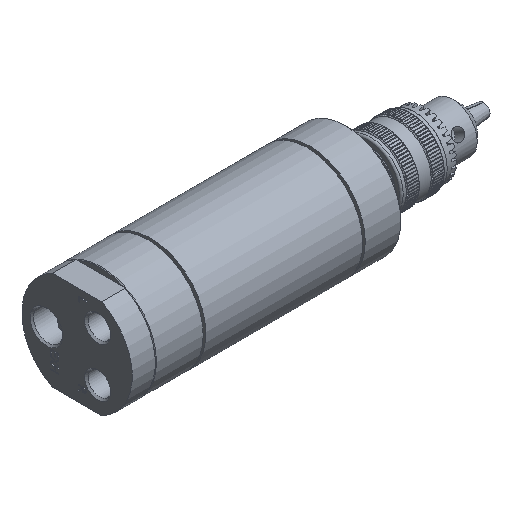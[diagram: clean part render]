
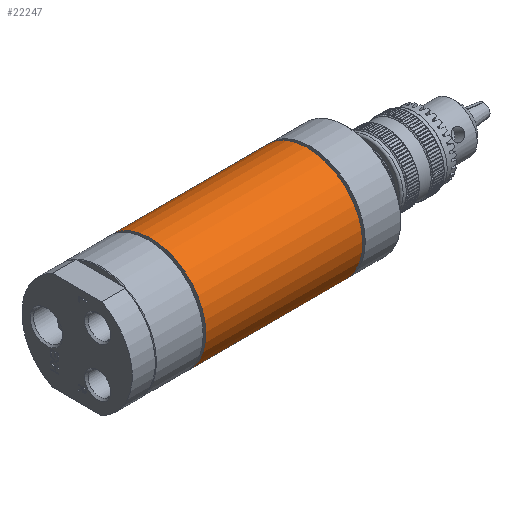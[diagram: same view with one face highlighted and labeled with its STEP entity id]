
A CAD part, isometric view. The second image highlights one B-rep face of the part: STEP entity #22247.
In plain terms, the highlighted cylindrical face has radius 28 mm (diameter 56 mm), a full revolution.
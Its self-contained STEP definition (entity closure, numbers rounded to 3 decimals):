
#2826=LINE('',#33290,#4153);
#4153=VECTOR('',#26705,28.);
#5436=CYLINDRICAL_SURFACE('',#23737,28.);
#5835=FACE_OUTER_BOUND('',#7231,.T.);
#7231=EDGE_LOOP('',(#15468,#15469,#15470,#15471,#15472,#15473));
#8593=CIRCLE('',#23738,28.);
#8594=CIRCLE('',#23739,28.);
#8595=CIRCLE('',#23740,28.);
#8596=CIRCLE('',#23741,28.);
#9765=VERTEX_POINT('',#33285);
#9766=VERTEX_POINT('',#33286);
#9767=VERTEX_POINT('',#33289);
#9768=VERTEX_POINT('',#33291);
#11834=EDGE_CURVE('',#9765,#9766,#8593,.T.);
#11835=EDGE_CURVE('',#9766,#9765,#8594,.T.);
#11836=EDGE_CURVE('',#9766,#9767,#2826,.T.);
#11837=EDGE_CURVE('',#9767,#9768,#8595,.T.);
#11838=EDGE_CURVE('',#9768,#9767,#8596,.T.);
#15468=ORIENTED_EDGE('',*,*,#11834,.F.);
#15469=ORIENTED_EDGE('',*,*,#11835,.F.);
#15470=ORIENTED_EDGE('',*,*,#11836,.T.);
#15471=ORIENTED_EDGE('',*,*,#11837,.T.);
#15472=ORIENTED_EDGE('',*,*,#11838,.T.);
#15473=ORIENTED_EDGE('',*,*,#11836,.F.);
#22247=ADVANCED_FACE('',(#5835),#5436,.T.);
#23737=AXIS2_PLACEMENT_3D('',#33284,#26699,#26700);
#23738=AXIS2_PLACEMENT_3D('',#33287,#26701,#26702);
#23739=AXIS2_PLACEMENT_3D('',#33288,#26703,#26704);
#23740=AXIS2_PLACEMENT_3D('',#33292,#26706,#26707);
#23741=AXIS2_PLACEMENT_3D('',#33293,#26708,#26709);
#26699=DIRECTION('center_axis',(-1.,0.,0.));
#26700=DIRECTION('ref_axis',(0.,-0.878,-0.478));
#26701=DIRECTION('center_axis',(-1.,0.,0.));
#26702=DIRECTION('ref_axis',(0.,-0.878,-0.478));
#26703=DIRECTION('center_axis',(-1.,0.,0.));
#26704=DIRECTION('ref_axis',(0.,-0.878,-0.478));
#26705=DIRECTION('',(1.,0.,0.));
#26706=DIRECTION('center_axis',(-1.,0.,0.));
#26707=DIRECTION('ref_axis',(0.,-0.878,-0.478));
#26708=DIRECTION('center_axis',(-1.,0.,0.));
#26709=DIRECTION('ref_axis',(0.,-0.878,-0.478));
#33284=CARTESIAN_POINT('Origin',(41.1,0.,
0.));
#33285=CARTESIAN_POINT('',(1.35,-24.588,-13.395));
#33286=CARTESIAN_POINT('',(1.35,24.588,13.395));
#33287=CARTESIAN_POINT('Origin',(1.35,0.,
0.));
#33288=CARTESIAN_POINT('Origin',(1.35,0.,
0.));
#33289=CARTESIAN_POINT('',(80.85,24.588,13.395));
#33290=CARTESIAN_POINT('',(41.1,24.588,13.395));
#33291=CARTESIAN_POINT('',(80.85,-24.588,-13.395));
#33292=CARTESIAN_POINT('Origin',(80.85,0.,
0.));
#33293=CARTESIAN_POINT('Origin',(80.85,0.,
0.));
